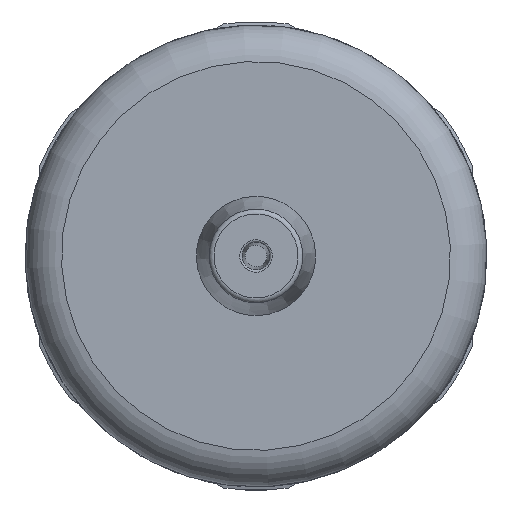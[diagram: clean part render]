
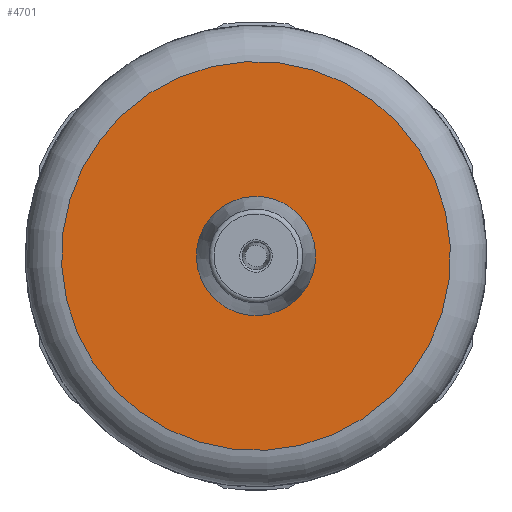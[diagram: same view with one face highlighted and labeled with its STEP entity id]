
A CAD part, left-side view. The second image highlights one B-rep face of the part: STEP entity #4701.
In plain terms, the highlighted planar face has unit normal (-1, 0, 0).
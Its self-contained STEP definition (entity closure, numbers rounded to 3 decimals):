
#942=PLANE('',#5087);
#1038=FACE_BOUND('',#1481,.T.);
#1172=FACE_OUTER_BOUND('',#1480,.T.);
#1480=EDGE_LOOP('',(#3594));
#1481=EDGE_LOOP('',(#3595));
#1744=CIRCLE('',#5083,2.45);
#1746=CIRCLE('',#5088,8.);
#2084=VERTEX_POINT('',#8863);
#2086=VERTEX_POINT('',#8870);
#2636=EDGE_CURVE('',#2084,#2084,#1744,.T.);
#2638=EDGE_CURVE('',#2086,#2086,#1746,.T.);
#3594=ORIENTED_EDGE('',*,*,#2638,.F.);
#3595=ORIENTED_EDGE('',*,*,#2636,.T.);
#4701=ADVANCED_FACE('',(#1172,#1038),#942,.T.);
#5083=AXIS2_PLACEMENT_3D('',#8864,#5833,#5834);
#5087=AXIS2_PLACEMENT_3D('',#8869,#5841,#5842);
#5088=AXIS2_PLACEMENT_3D('',#8871,#5843,#5844);
#5833=DIRECTION('center_axis',(1.,0.,0.));
#5834=DIRECTION('ref_axis',(0.,0.,-1.));
#5841=DIRECTION('center_axis',(-1.,0.,0.));
#5842=DIRECTION('ref_axis',(0.,0.,1.));
#5843=DIRECTION('center_axis',(1.,0.,0.));
#5844=DIRECTION('ref_axis',(0.,0.,-1.));
#8863=CARTESIAN_POINT('',(-3.33,2.45,0.));
#8864=CARTESIAN_POINT('Origin',(-3.33,0.,0.));
#8869=CARTESIAN_POINT('Origin',(-3.33,8.,0.));
#8870=CARTESIAN_POINT('',(-3.33,8.,0.));
#8871=CARTESIAN_POINT('Origin',(-3.33,0.,0.));
